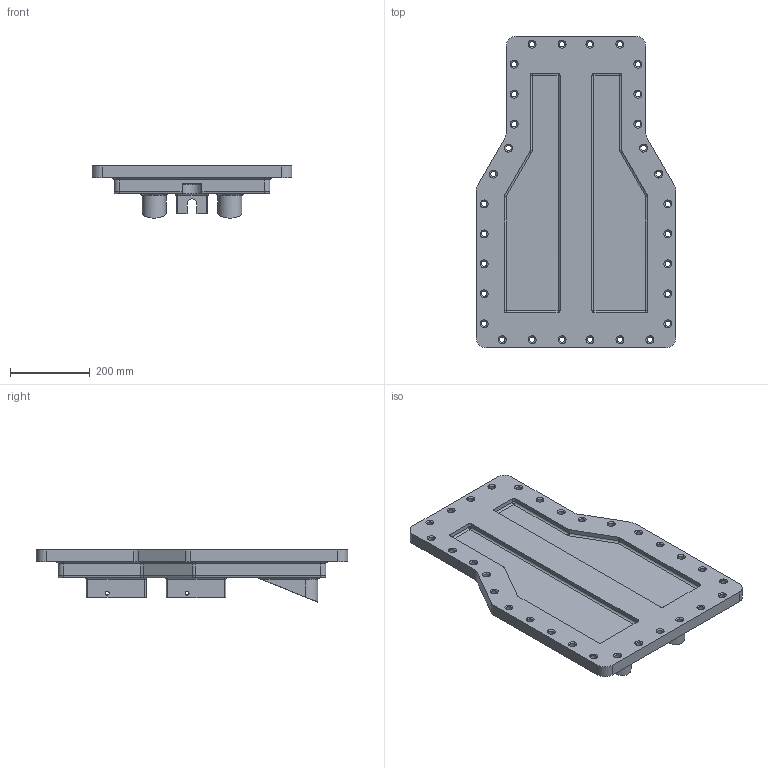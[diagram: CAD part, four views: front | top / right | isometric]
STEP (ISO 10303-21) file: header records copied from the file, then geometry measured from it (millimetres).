
FILE_DESCRIPTION(('CTC-04 geometry with PMI representation and/or presentation','from the NIST MBE PMI Validation and Conformance Testing Project','https://go.usa.gov/mGVm'),'2;1');
FILE_NAME('nist_ctc_04_asme1_ap242-e1.stp','2020-05-01T09:17:13',(''),(''),'','','');
FILE_SCHEMA(('AP242_MANAGED_MODEL_BASED_3D_ENGINEERING_MIM_LF { 1 0 10303 442 1 1 4 }'));
Length unit declared in the file: millimetre
Products named in the file (1): 2012_CTC_04_ASME1_RD
Bounding box: 500 x 780 x 130.59 mm (x, y, z)
Volume: 17519780.2 mm3; surface area: 1023459.2 mm2
Topology: 1 solids, 2 shells, 484 faces, 1235 edges, 773 vertices
Faces by surface type: cylinder 228, cone 116, plane 89, torus 29, sphere 22
Entity records: 20428 total; most frequent: CARTESIAN_POINT 6109, DIRECTION 2567, ORIENTED_EDGE 2218, EDGE_CURVE 1110, AXIS2_PLACEMENT_3D 1017, VERTEX_POINT 664, EDGE_LOOP 587, VECTOR 533
